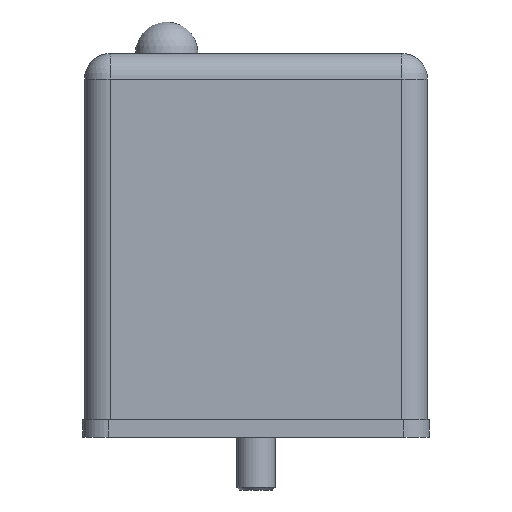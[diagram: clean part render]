
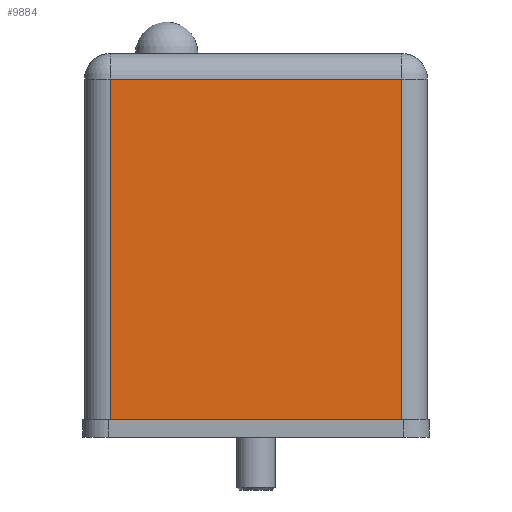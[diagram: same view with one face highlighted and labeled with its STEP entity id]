
A CAD part, left-side view. The second image highlights one B-rep face of the part: STEP entity #9884.
In plain terms, the highlighted planar face has unit normal (-1, 0, 0).
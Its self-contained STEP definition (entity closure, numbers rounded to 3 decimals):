
#1173=CARTESIAN_POINT('',(-13.35,-11.35,0.0));
#1174=VERTEX_POINT('',#1173);
#1182=CARTESIAN_POINT('',(-13.35,11.35,0.0));
#1183=VERTEX_POINT('',#1182);
#1184=CARTESIAN_POINT('',(-13.35,-11.35,0.0));
#1185=DIRECTION('',(0.0,1.0,0.0));
#1186=VECTOR('',#1185,22.7);
#1187=LINE('',#1184,#1186);
#1188=EDGE_CURVE('',#1174,#1183,#1187,.T.);
#5219=CARTESIAN_POINT('',(-13.35,-11.35,26.5));
#5220=VERTEX_POINT('',#5219);
#5322=CARTESIAN_POINT('',(-13.35,11.35,26.5));
#5323=VERTEX_POINT('',#5322);
#5347=CARTESIAN_POINT('',(-13.35,11.35,26.5));
#5348=DIRECTION('',(0.0,-1.0,0.0));
#5349=VECTOR('',#5348,22.7);
#5350=LINE('',#5347,#5349);
#5351=EDGE_CURVE('',#5323,#5220,#5350,.T.);
#9856=CARTESIAN_POINT('',(-13.35,-11.35,0.0));
#9857=DIRECTION('',(0.0,0.0,1.0));
#9858=VECTOR('',#9857,26.5);
#9859=LINE('',#9856,#9858);
#9860=EDGE_CURVE('',#1174,#5220,#9859,.T.);
#9868=CARTESIAN_POINT('',(-13.35,-11.35,0.0));
#9869=DIRECTION('',(-1.0,0.0,0.0));
#9870=DIRECTION('',(0.0,0.0,1.0));
#9871=AXIS2_PLACEMENT_3D('',#9868,#9869,#9870);
#9872=PLANE('',#9871);
#9873=CARTESIAN_POINT('',(-13.35,11.35,0.0));
#9874=DIRECTION('',(0.0,0.0,1.0));
#9875=VECTOR('',#9874,26.5);
#9876=LINE('',#9873,#9875);
#9877=EDGE_CURVE('',#1183,#5323,#9876,.T.);
#9878=ORIENTED_EDGE('',*,*,#9877,.F.);
#9879=ORIENTED_EDGE('',*,*,#1188,.F.);
#9880=ORIENTED_EDGE('',*,*,#9860,.T.);
#9881=ORIENTED_EDGE('',*,*,#5351,.F.);
#9882=EDGE_LOOP('',(#9878,#9879,#9880,#9881));
#9883=FACE_OUTER_BOUND('',#9882,.T.);
#9884=ADVANCED_FACE('',(#9883),#9872,.T.);
